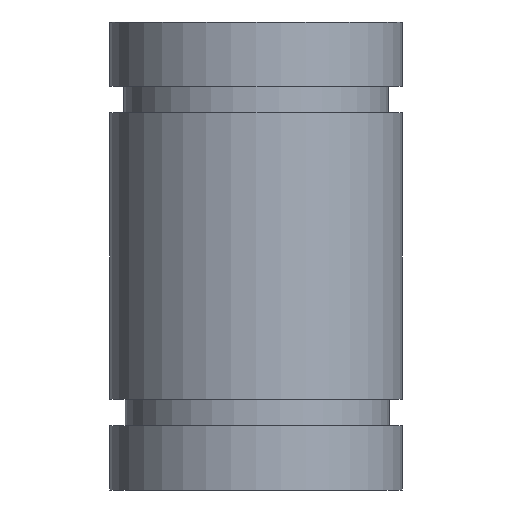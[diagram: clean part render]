
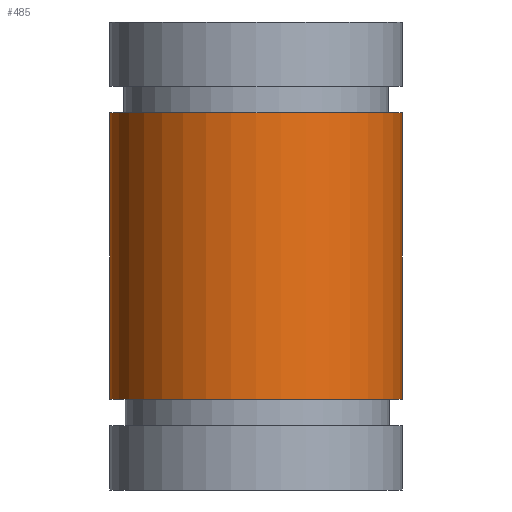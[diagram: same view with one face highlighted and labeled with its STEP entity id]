
A CAD part, front view. The second image highlights one B-rep face of the part: STEP entity #485.
In plain terms, the highlighted cylindrical face has radius 7.5 mm (diameter 15 mm), a full revolution.
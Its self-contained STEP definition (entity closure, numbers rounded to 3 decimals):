
#333 = PLANE('',#334);
#334 = AXIS2_PLACEMENT_3D('',#335,#336,#337);
#335 = CARTESIAN_POINT('',(7.5,0.,19.35));
#336 = DIRECTION('',(0.,0.,-1.));
#337 = DIRECTION('',(-1.,0.,0.));
#411 = EDGE_CURVE('',#412,#412,#414,.T.);
#412 = VERTEX_POINT('',#413);
#413 = CARTESIAN_POINT('',(7.5,0.,19.35));
#414 = SURFACE_CURVE('',#415,(#420,#431),.PCURVE_S1.);
#415 = CIRCLE('',#416,7.5);
#416 = AXIS2_PLACEMENT_3D('',#417,#418,#419);
#417 = CARTESIAN_POINT('',(0.,0.,19.35));
#418 = DIRECTION('',(0.,0.,1.));
#419 = DIRECTION('',(1.,0.,0.));
#420 = PCURVE('',#333,#421);
#421 = DEFINITIONAL_REPRESENTATION('',(#422),#430);
#422 = ( BOUNDED_CURVE() B_SPLINE_CURVE(2,(#423,#424,#425,#426,#427,#428
,#429),.UNSPECIFIED.,.F.,.F.) B_SPLINE_CURVE_WITH_KNOTS((1,2,2,2,2,1),(
    -2.094,0.,2.094,4.189,6.283,
8.378),.UNSPECIFIED.) CURVE() GEOMETRIC_REPRESENTATION_ITEM() 
RATIONAL_B_SPLINE_CURVE((1.,0.5,1.,0.5,1.,0.5,1.)) REPRESENTATION_ITEM(
  '') );
#423 = CARTESIAN_POINT('',(0.,0.));
#424 = CARTESIAN_POINT('',(0.,12.99));
#425 = CARTESIAN_POINT('',(11.25,6.495));
#426 = CARTESIAN_POINT('',(22.5,0.));
#427 = CARTESIAN_POINT('',(11.25,-6.495));
#428 = CARTESIAN_POINT('',(0.,-12.99));
#429 = CARTESIAN_POINT('',(0.,0.));
#430 = ( GEOMETRIC_REPRESENTATION_CONTEXT(2) 
PARAMETRIC_REPRESENTATION_CONTEXT() REPRESENTATION_CONTEXT('2D SPACE',''
  ) );
#431 = PCURVE('',#432,#437);
#432 = CYLINDRICAL_SURFACE('',#433,7.5);
#433 = AXIS2_PLACEMENT_3D('',#434,#435,#436);
#434 = CARTESIAN_POINT('',(0.,0.,0.));
#435 = DIRECTION('',(0.,0.,-1.));
#436 = DIRECTION('',(1.,0.,0.));
#437 = DEFINITIONAL_REPRESENTATION('',(#438),#442);
#438 = LINE('',#439,#440);
#439 = CARTESIAN_POINT('',(0.,-19.35));
#440 = VECTOR('',#441,1.);
#441 = DIRECTION('',(-1.,0.));
#442 = ( GEOMETRIC_REPRESENTATION_CONTEXT(2) 
PARAMETRIC_REPRESENTATION_CONTEXT() REPRESENTATION_CONTEXT('2D SPACE',''
  ) );
#485 = ADVANCED_FACE('',(#486),#432,.T.);
#486 = FACE_BOUND('',#487,.F.);
#487 = EDGE_LOOP('',(#488,#511,#542,#543));
#488 = ORIENTED_EDGE('',*,*,#489,.F.);
#489 = EDGE_CURVE('',#490,#412,#492,.T.);
#490 = VERTEX_POINT('',#491);
#491 = CARTESIAN_POINT('',(7.5,0.,4.65));
#492 = SEAM_CURVE('',#493,(#497,#504),.PCURVE_S1.);
#493 = LINE('',#494,#495);
#494 = CARTESIAN_POINT('',(7.5,0.,0.));
#495 = VECTOR('',#496,1.);
#496 = DIRECTION('',(0.,0.,1.));
#497 = PCURVE('',#432,#498);
#498 = DEFINITIONAL_REPRESENTATION('',(#499),#503);
#499 = LINE('',#500,#501);
#500 = CARTESIAN_POINT('',(-6.283,0.));
#501 = VECTOR('',#502,1.);
#502 = DIRECTION('',(0.,-1.));
#503 = ( GEOMETRIC_REPRESENTATION_CONTEXT(2) 
PARAMETRIC_REPRESENTATION_CONTEXT() REPRESENTATION_CONTEXT('2D SPACE',''
  ) );
#504 = PCURVE('',#432,#505);
#505 = DEFINITIONAL_REPRESENTATION('',(#506),#510);
#506 = LINE('',#507,#508);
#507 = CARTESIAN_POINT('',(0.,0.));
#508 = VECTOR('',#509,1.);
#509 = DIRECTION('',(0.,-1.));
#510 = ( GEOMETRIC_REPRESENTATION_CONTEXT(2) 
PARAMETRIC_REPRESENTATION_CONTEXT() REPRESENTATION_CONTEXT('2D SPACE',''
  ) );
#511 = ORIENTED_EDGE('',*,*,#512,.F.);
#512 = EDGE_CURVE('',#490,#490,#513,.T.);
#513 = SURFACE_CURVE('',#514,(#519,#526),.PCURVE_S1.);
#514 = CIRCLE('',#515,7.5);
#515 = AXIS2_PLACEMENT_3D('',#516,#517,#518);
#516 = CARTESIAN_POINT('',(0.,0.,4.65));
#517 = DIRECTION('',(0.,0.,1.));
#518 = DIRECTION('',(1.,0.,0.));
#519 = PCURVE('',#432,#520);
#520 = DEFINITIONAL_REPRESENTATION('',(#521),#525);
#521 = LINE('',#522,#523);
#522 = CARTESIAN_POINT('',(0.,-4.65));
#523 = VECTOR('',#524,1.);
#524 = DIRECTION('',(-1.,0.));
#525 = ( GEOMETRIC_REPRESENTATION_CONTEXT(2) 
PARAMETRIC_REPRESENTATION_CONTEXT() REPRESENTATION_CONTEXT('2D SPACE',''
  ) );
#526 = PCURVE('',#527,#532);
#527 = PLANE('',#528);
#528 = AXIS2_PLACEMENT_3D('',#529,#530,#531);
#529 = CARTESIAN_POINT('',(7.5,0.,4.65));
#530 = DIRECTION('',(0.,0.,-1.));
#531 = DIRECTION('',(-1.,0.,0.));
#532 = DEFINITIONAL_REPRESENTATION('',(#533),#541);
#533 = ( BOUNDED_CURVE() B_SPLINE_CURVE(2,(#534,#535,#536,#537,#538,#539
,#540),.UNSPECIFIED.,.F.,.F.) B_SPLINE_CURVE_WITH_KNOTS((1,2,2,2,2,1),(
    -2.094,0.,2.094,4.189,6.283,
8.378),.UNSPECIFIED.) CURVE() GEOMETRIC_REPRESENTATION_ITEM() 
RATIONAL_B_SPLINE_CURVE((1.,0.5,1.,0.5,1.,0.5,1.)) REPRESENTATION_ITEM(
  '') );
#534 = CARTESIAN_POINT('',(0.,0.));
#535 = CARTESIAN_POINT('',(0.,12.99));
#536 = CARTESIAN_POINT('',(11.25,6.495));
#537 = CARTESIAN_POINT('',(22.5,0.));
#538 = CARTESIAN_POINT('',(11.25,-6.495));
#539 = CARTESIAN_POINT('',(0.,-12.99));
#540 = CARTESIAN_POINT('',(0.,0.));
#541 = ( GEOMETRIC_REPRESENTATION_CONTEXT(2) 
PARAMETRIC_REPRESENTATION_CONTEXT() REPRESENTATION_CONTEXT('2D SPACE',''
  ) );
#542 = ORIENTED_EDGE('',*,*,#489,.T.);
#543 = ORIENTED_EDGE('',*,*,#411,.T.);
